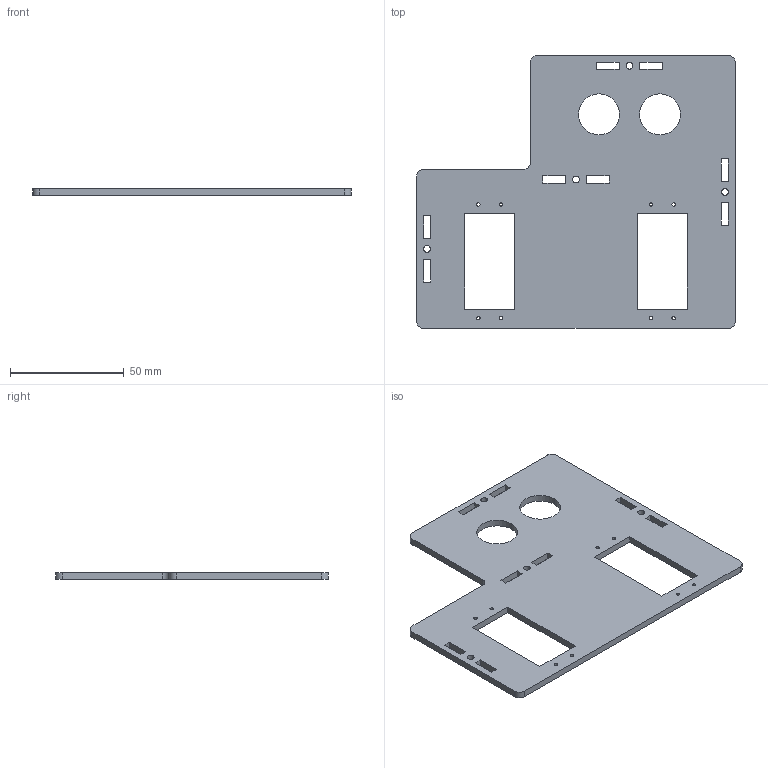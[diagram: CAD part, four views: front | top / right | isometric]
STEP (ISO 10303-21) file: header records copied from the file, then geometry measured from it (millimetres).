
FILE_DESCRIPTION (( 'STEP AP214' ), '1' );
FILE_NAME ('side.STEP', '2022-11-02T22:45:14', ( '' ), ( '' ), 'SwSTEP 2.0', 'SolidWorks 2021', '' );
FILE_SCHEMA (( 'AUTOMOTIVE_DESIGN' ));
Length unit declared in the file: millimetre
Products named in the file (1): side
Bounding box: 140 x 120 x 3 mm (x, y, z)
Volume: 34927.3 mm3; surface area: 26788.8 mm2
Topology: 1 solids, 1 shells, 82 faces, 240 edges, 160 vertices
Faces by surface type: plane 48, cylinder 34
Entity records: 2862 total; most frequent: CARTESIAN_POINT 483, ORIENTED_EDGE 480, DIRECTION 474, EDGE_CURVE 240, LINE 172, VECTOR 172, VERTEX_POINT 160, AXIS2_PLACEMENT_3D 151
